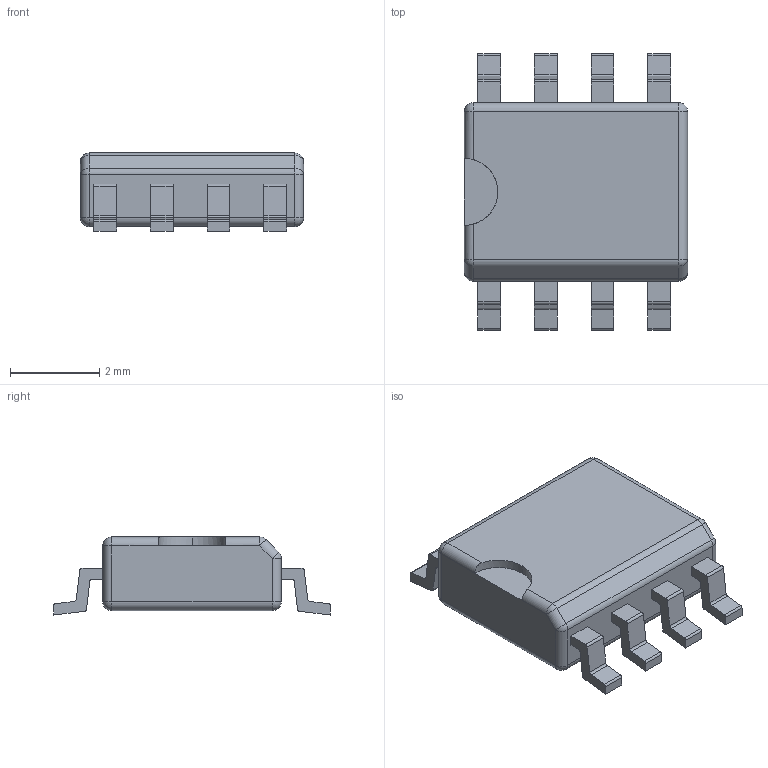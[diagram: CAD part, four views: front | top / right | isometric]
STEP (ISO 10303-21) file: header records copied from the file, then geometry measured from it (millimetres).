
FILE_DESCRIPTION (( 'STEP AP214' ), '1' );
FILE_NAME ('DAE50693-0146-4410-B22F-DFDB0C525C7A.STEP', '2008-05-18T23:20:07', ( 'Solidworks' ), ( 'Solidworks' ), 'SwSTEP 2.0', 'SolidWorks 2008', '' );
FILE_SCHEMA (( 'AUTOMOTIVE_DESIGN' ));
Length unit declared in the file: inch
Products named in the file (1): DAE50693-0146-4410-B22F-DFDB0C525C7A
Bounding box: 5 x 6.2 x 1.75 mm (x, y, z)
Volume: 33.9 mm3; surface area: 86.3 mm2
Topology: 1 solids, 1 shells, 148 faces, 398 edges, 252 vertices
Faces by surface type: plane 80, cylinder 58, sphere 10
Entity records: 4985 total; most frequent: DIRECTION 792, CARTESIAN_POINT 785, ORIENTED_EDGE 764, EDGE_CURVE 382, VECTOR 266, LINE 266, AXIS2_PLACEMENT_3D 263, VERTEX_POINT 244
